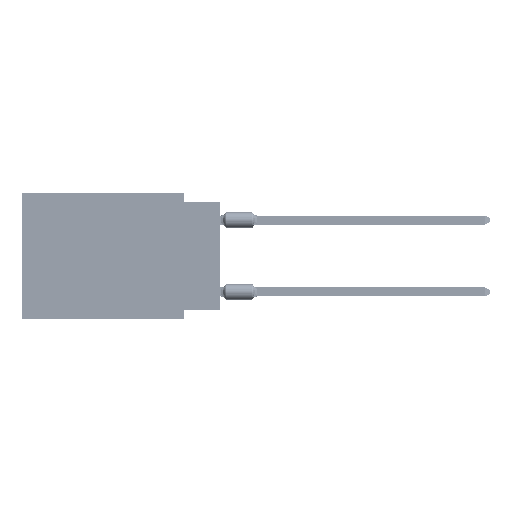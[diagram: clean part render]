
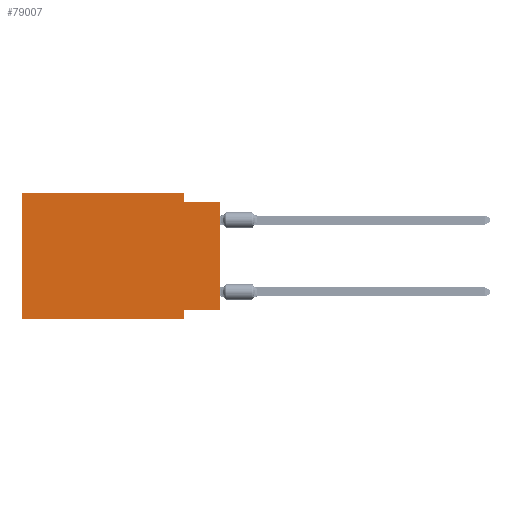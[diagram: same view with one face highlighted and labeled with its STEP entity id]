
A CAD part, left-side view. The second image highlights one B-rep face of the part: STEP entity #79007.
In plain terms, the highlighted planar face has unit normal (-1, 0, 0).
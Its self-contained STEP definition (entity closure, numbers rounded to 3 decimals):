
#2369 = DIRECTION ( 'NONE',  ( 0., 0., -1. ) ) ;
#2555 = EDGE_CURVE ( 'NONE', #73732, #43158, #73109, .T. ) ;
#4430 = VECTOR ( 'NONE', #34389, 1000. ) ;
#6857 = CARTESIAN_POINT ( 'NONE',  ( 0., 0., -8.255 ) ) ;
#8443 = CARTESIAN_POINT ( 'NONE',  ( 0., 0., -0.635 ) ) ;
#9356 = DIRECTION ( 'NONE',  ( 0., 0., -1. ) ) ;
#10131 = CARTESIAN_POINT ( 'NONE',  ( 0., 2.54, -0.635 ) ) ;
#11251 = CARTESIAN_POINT ( 'NONE',  ( 0., 0., -0.635 ) ) ;
#11454 = ORIENTED_EDGE ( 'NONE', *, *, #69973, .F. ) ;
#16077 = VERTEX_POINT ( 'NONE', #65344 ) ;
#16777 = VECTOR ( 'NONE', #40911, 1000. ) ;
#17466 = DIRECTION ( 'NONE',  ( 0., 0., 1. ) ) ;
#17755 = ORIENTED_EDGE ( 'NONE', *, *, #84211, .F. ) ;
#21345 = VECTOR ( 'NONE', #67881, 1000. ) ;
#21443 = ORIENTED_EDGE ( 'NONE', *, *, #73238, .F. ) ;
#22270 = ORIENTED_EDGE ( 'NONE', *, *, #2555, .F. ) ;
#24035 = AXIS2_PLACEMENT_3D ( 'NONE', #76895, #84538, #2369 ) ;
#25129 = VERTEX_POINT ( 'NONE', #49705 ) ;
#25457 = CARTESIAN_POINT ( 'NONE',  ( 0., 13.97, -8.89 ) ) ;
#27077 = ORIENTED_EDGE ( 'NONE', *, *, #46778, .F. ) ;
#30110 = LINE ( 'NONE', #36438, #80261 ) ;
#30172 = VECTOR ( 'NONE', #81622, 1000. ) ;
#31683 = VECTOR ( 'NONE', #88180, 1000. ) ;
#32101 = EDGE_CURVE ( 'NONE', #57575, #16077, #68975, .T. ) ;
#34208 = CARTESIAN_POINT ( 'NONE',  ( 0., 13.97, -8.89 ) ) ;
#34389 = DIRECTION ( 'NONE',  ( 0., 1., 0. ) ) ;
#34525 = VERTEX_POINT ( 'NONE', #60892 ) ;
#36438 = CARTESIAN_POINT ( 'NONE',  ( 0., 13.97, 0. ) ) ;
#37327 = EDGE_CURVE ( 'NONE', #34525, #16077, #71214, .T. ) ;
#38665 = LINE ( 'NONE', #46329, #73984 ) ;
#39140 = VECTOR ( 'NONE', #9356, 1000. ) ;
#40911 = DIRECTION ( 'NONE',  ( 0., -1., 0. ) ) ;
#43158 = VERTEX_POINT ( 'NONE', #8443 ) ;
#43648 = CARTESIAN_POINT ( 'NONE',  ( 0., 2.54, -8.89 ) ) ;
#46329 = CARTESIAN_POINT ( 'NONE',  ( 0., 0., 0. ) ) ;
#46398 = ORIENTED_EDGE ( 'NONE', *, *, #37327, .F. ) ;
#46778 = EDGE_CURVE ( 'NONE', #57575, #77260, #89069, .T. ) ;
#48392 = EDGE_LOOP ( 'NONE', ( #63784, #22270, #17755, #11454, #27077, #72245, #46398, #21443 ) ) ;
#48911 = FACE_OUTER_BOUND ( 'NONE', #48392, .T. ) ;
#49705 = CARTESIAN_POINT ( 'NONE',  ( 0., 2.54, 0. ) ) ;
#50681 = PLANE ( 'NONE',  #24035 ) ;
#57575 = VERTEX_POINT ( 'NONE', #25457 ) ;
#57666 = DIRECTION ( 'NONE',  ( 0., -1., 0. ) ) ;
#60892 = CARTESIAN_POINT ( 'NONE',  ( 0., 2.54, -8.255 ) ) ;
#62710 = CARTESIAN_POINT ( 'NONE',  ( 0., 13.97, 0. ) ) ;
#63784 = ORIENTED_EDGE ( 'NONE', *, *, #87392, .T. ) ;
#65344 = CARTESIAN_POINT ( 'NONE',  ( 0., 2.54, -8.89 ) ) ;
#67881 = DIRECTION ( 'NONE',  ( 0., 0., 1. ) ) ;
#68975 = LINE ( 'NONE', #34208, #30172 ) ;
#69973 = EDGE_CURVE ( 'NONE', #77260, #25129, #30110, .T. ) ;
#71214 = LINE ( 'NONE', #43648, #39140 ) ;
#72245 = ORIENTED_EDGE ( 'NONE', *, *, #32101, .T. ) ;
#73109 = LINE ( 'NONE', #11251, #16777 ) ;
#73238 = EDGE_CURVE ( 'NONE', #82186, #34525, #80902, .T. ) ;
#73732 = VERTEX_POINT ( 'NONE', #10131 ) ;
#73755 = LINE ( 'NONE', #81870, #31683 ) ;
#73984 = VECTOR ( 'NONE', #17466, 1000. ) ;
#74204 = CARTESIAN_POINT ( 'NONE',  ( 0., 13.97, 0. ) ) ;
#76895 = CARTESIAN_POINT ( 'NONE',  ( 0., 13.97, 0. ) ) ;
#77260 = VERTEX_POINT ( 'NONE', #62710 ) ;
#79007 = ADVANCED_FACE ( 'NONE', ( #48911 ), #50681, .F. ) ;
#80261 = VECTOR ( 'NONE', #57666, 1000. ) ;
#80902 = LINE ( 'NONE', #6857, #4430 ) ;
#81622 = DIRECTION ( 'NONE',  ( 0., -1., 0. ) ) ;
#81870 = CARTESIAN_POINT ( 'NONE',  ( 0., 2.54, 0. ) ) ;
#82186 = VERTEX_POINT ( 'NONE', #84285 ) ;
#84211 = EDGE_CURVE ( 'NONE', #25129, #73732, #73755, .T. ) ;
#84285 = CARTESIAN_POINT ( 'NONE',  ( 0., 0., -8.255 ) ) ;
#84538 = DIRECTION ( 'NONE',  ( 1., 0., 0. ) ) ;
#87392 = EDGE_CURVE ( 'NONE', #82186, #43158, #38665, .T. ) ;
#88180 = DIRECTION ( 'NONE',  ( 0., 0., -1. ) ) ;
#89069 = LINE ( 'NONE', #74204, #21345 ) ;
